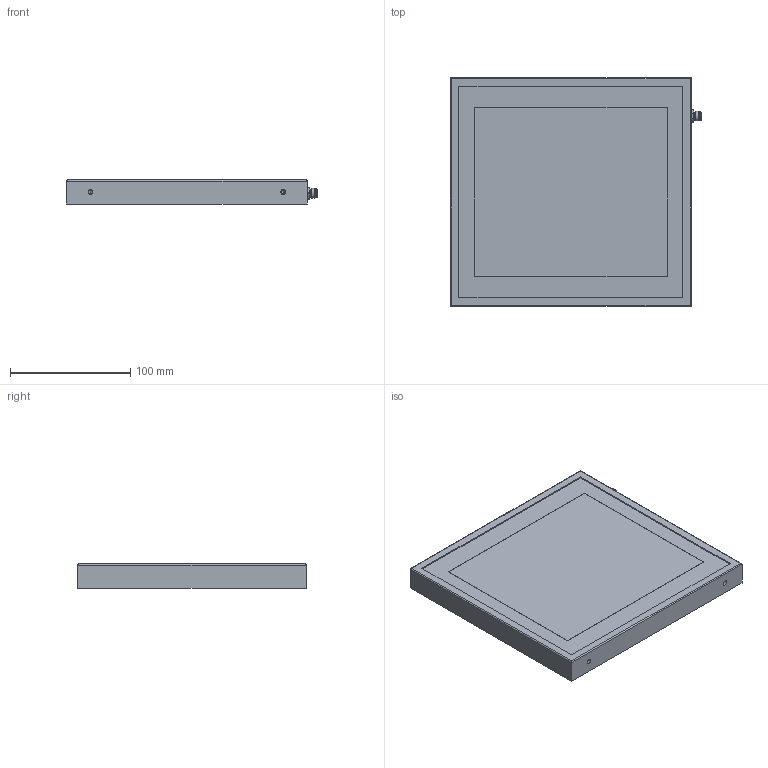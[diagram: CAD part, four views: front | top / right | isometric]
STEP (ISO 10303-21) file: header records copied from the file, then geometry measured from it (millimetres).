
FILE_DESCRIPTION(/* description */ (''),/* implementation_level */ '2;1');
FILE_NAME(/* name */ 'ipf_z3d_AO98E241.stp',/* time_stamp */ '2019-06-14T12:12:33+02:00',/* author */ ('g.aydin'),/* organization */ (''),/* preprocessor_version */ 'ST-DEVELOPER v15.2',/* originating_system */ 'Autodesk Inventor 2014',/* authorisation */ '');
FILE_SCHEMA (('CONFIG_CONTROL_DESIGN'));
Length unit declared in the file: centimetre
Products named in the file (1): ipf_z3d_AO98E241
Bounding box: 208.5 x 190 x 20 mm (x, y, z)
Volume: 721579.1 mm3; surface area: 93918.3 mm2
Topology: 1 solids, 1 shells, 85 faces, 193 edges, 124 vertices
Faces by surface type: cylinder 36, plane 34, cone 11, sphere 4
Full cylindrical faces by diameter (mm): 1 x4, 3.3 x8, 4 x8, 5.8 x1, 6.4 x1, 6.8 x2, 7.2 x1, 8 x1
Entity records: 2135 total; most frequent: DIRECTION 372, CARTESIAN_POINT 322, ORIENTED_EDGE 264, AXIS2_PLACEMENT_3D 154, EDGE_LOOP 140, EDGE_CURVE 132, VERTEX_POINT 104, STYLED_ITEM 86
